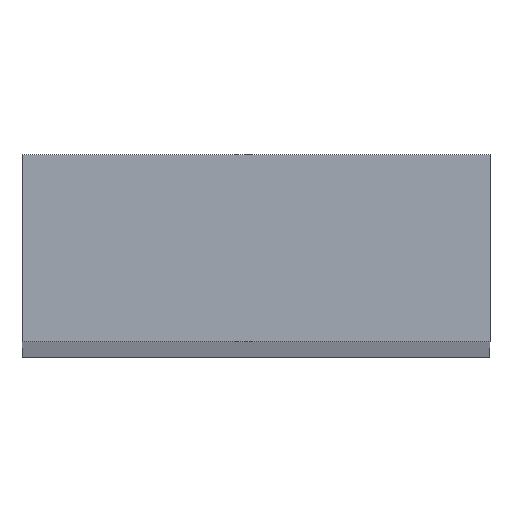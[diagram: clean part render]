
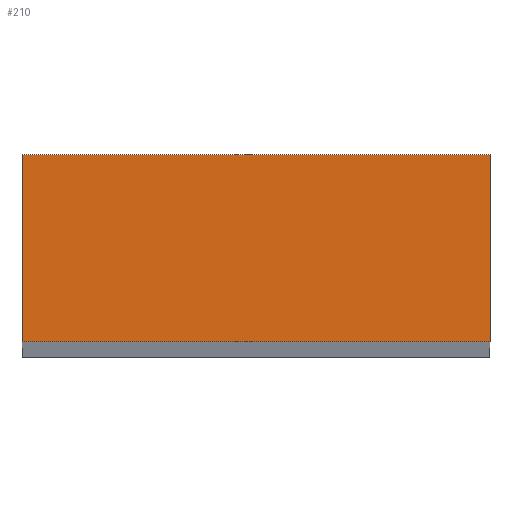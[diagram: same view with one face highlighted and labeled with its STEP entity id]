
A CAD part, top view. The second image highlights one B-rep face of the part: STEP entity #210.
In plain terms, the highlighted planar face has unit normal (0, 0, 1).
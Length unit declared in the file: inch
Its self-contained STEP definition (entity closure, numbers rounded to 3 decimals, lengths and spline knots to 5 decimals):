
#52 = CARTESIAN_POINT ( 'NONE',  ( 0.3125, 0.125, 0. ) ) ;
#53 = DIRECTION ( 'NONE',  ( 0., 0., -1. ) ) ;
#54 = DIRECTION ( 'NONE',  ( -1., 0., 0. ) ) ;
#56 = PLANE ( 'NONE',  #169 ) ;
#73 = DIRECTION ( 'NONE',  ( 0., -1., 0. ) ) ;
#74 = CARTESIAN_POINT ( 'NONE',  ( 0., 0.125, 0. ) ) ;
#75 = LINE ( 'NONE', #74, #181 ) ;
#76 = DIRECTION ( 'NONE',  ( 1., 0., 0. ) ) ;
#77 = CARTESIAN_POINT ( 'NONE',  ( 0.3125, 0.125, 0. ) ) ;
#78 = LINE ( 'NONE', #77, #168 ) ;
#79 = DIRECTION ( 'NONE',  ( 1., 0., 0. ) ) ;
#80 = CARTESIAN_POINT ( 'NONE',  ( 0.3125, 0., 0. ) ) ;
#81 = LINE ( 'NONE', #80, #174 ) ;
#103 = DIRECTION ( 'NONE',  ( 0., -1., 0. ) ) ;
#104 = CARTESIAN_POINT ( 'NONE',  ( 0.3125, 0.125, 0. ) ) ;
#105 = LINE ( 'NONE', #104, #164 ) ;
#120 = CARTESIAN_POINT ( 'NONE',  ( 0., 0.125, 0. ) ) ;
#121 = CARTESIAN_POINT ( 'NONE',  ( 0., 0., 0. ) ) ;
#125 = CARTESIAN_POINT ( 'NONE',  ( 0.3125, 0., 0. ) ) ;
#127 = CARTESIAN_POINT ( 'NONE',  ( 0.3125, 0.125, 0. ) ) ;
#130 = VERTEX_POINT ( 'NONE', #127 ) ;
#132 = VERTEX_POINT ( 'NONE', #125 ) ;
#136 = VERTEX_POINT ( 'NONE', #121 ) ;
#137 = VERTEX_POINT ( 'NONE', #120 ) ;
#138 = EDGE_LOOP ( 'NONE', ( #148, #146, #147, #145 ) ) ;
#145 = ORIENTED_EDGE ( 'NONE', *, *, #204, .T. ) ;
#146 = ORIENTED_EDGE ( 'NONE', *, *, #194, .F. ) ;
#147 = ORIENTED_EDGE ( 'NONE', *, *, #203, .F. ) ;
#148 = ORIENTED_EDGE ( 'NONE', *, *, #202, .T. ) ;
#163 = FACE_OUTER_BOUND ( 'NONE', #138, .T. ) ;
#164 = VECTOR ( 'NONE', #103, 39.37008 ) ;
#168 = VECTOR ( 'NONE', #76, 39.37008 ) ;
#169 = AXIS2_PLACEMENT_3D ( 'NONE', #52, #53, #54 ) ;
#174 = VECTOR ( 'NONE', #79, 39.37008 ) ;
#181 = VECTOR ( 'NONE', #73, 39.37008 ) ;
#194 = EDGE_CURVE ( 'NONE', #130, #132, #105, .T. ) ;
#202 = EDGE_CURVE ( 'NONE', #136, #132, #81, .T. ) ;
#203 = EDGE_CURVE ( 'NONE', #137, #130, #78, .T. ) ;
#204 = EDGE_CURVE ( 'NONE', #137, #136, #75, .T. ) ;
#210 = ADVANCED_FACE ( 'NONE', ( #163 ), #56, .F. ) ;
